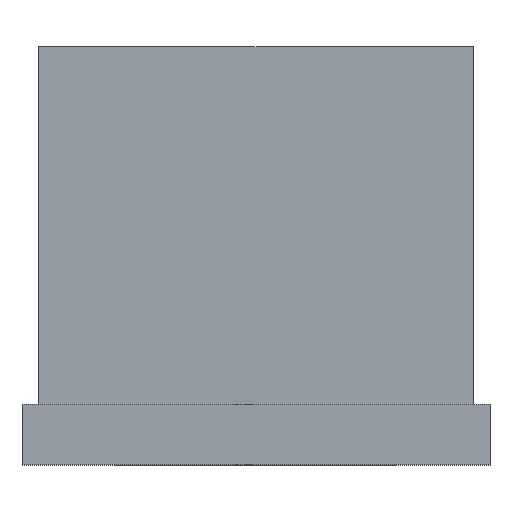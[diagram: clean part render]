
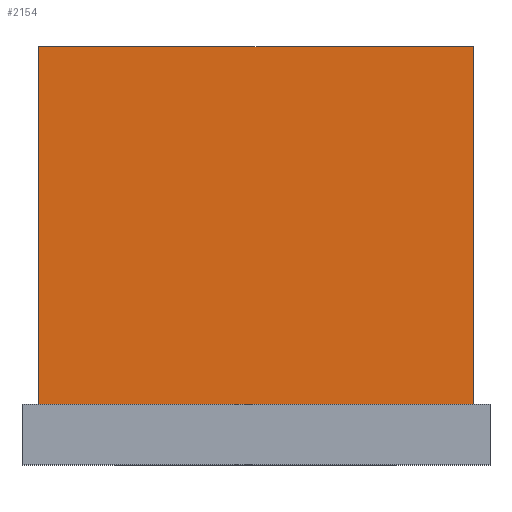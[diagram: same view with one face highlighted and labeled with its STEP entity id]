
A CAD part, top view. The second image highlights one B-rep face of the part: STEP entity #2154.
In plain terms, the highlighted planar face has unit normal (0, 0, 1).
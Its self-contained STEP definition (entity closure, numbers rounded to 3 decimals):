
#2115=CARTESIAN_POINT('',(0.,0.65,12.3));
#2116=DIRECTION('',(0.,-0.,1.));
#2117=DIRECTION('',(1.,0.,-0.));
#2118=AXIS2_PLACEMENT_3D('',#2115,#2116,#2117);
#2119=PLANE('',#2118);
#2120=CARTESIAN_POINT('',(-6.5,-4.7,12.3));
#2121=VERTEX_POINT('',#2120);
#2122=CARTESIAN_POINT('',(6.5,-4.7,12.3));
#2123=VERTEX_POINT('',#2122);
#2124=CARTESIAN_POINT('',(-6.5,-4.7,12.3));
#2125=DIRECTION('',(1.,0.,-0.));
#2126=VECTOR('',#2125,130.);
#2127=LINE('',#2124,#2126);
#2128=EDGE_CURVE('',#2121,#2123,#2127,.T.);
#2129=ORIENTED_EDGE('',*,*,#2128,.T.);
#2130=CARTESIAN_POINT('',(6.5,6.,12.3));
#2131=VERTEX_POINT('',#2130);
#2132=CARTESIAN_POINT('',(6.5,54.15,12.3));
#2133=DIRECTION('',(0.,-1.,-0.));
#2134=VECTOR('',#2133,107.);
#2135=LINE('',#2132,#2134);
#2136=EDGE_CURVE('',#2131,#2123,#2135,.T.);
#2137=ORIENTED_EDGE('',*,*,#2136,.F.);
#2138=CARTESIAN_POINT('',(-6.5,6.,12.3));
#2139=VERTEX_POINT('',#2138);
#2140=CARTESIAN_POINT('',(-65.,6.,12.3));
#2141=DIRECTION('',(1.,0.,-0.));
#2142=VECTOR('',#2141,130.);
#2143=LINE('',#2140,#2142);
#2144=EDGE_CURVE('',#2139,#2131,#2143,.T.);
#2145=ORIENTED_EDGE('',*,*,#2144,.F.);
#2146=CARTESIAN_POINT('',(-6.5,-52.85,12.3));
#2147=DIRECTION('',(0.,1.,0.));
#2148=VECTOR('',#2147,107.);
#2149=LINE('',#2146,#2148);
#2150=EDGE_CURVE('',#2121,#2139,#2149,.T.);
#2151=ORIENTED_EDGE('',*,*,#2150,.F.);
#2152=EDGE_LOOP('',(#2129,#2137,#2145,#2151));
#2153=FACE_BOUND('',#2152,.T.);
#2154=ADVANCED_FACE('',(#2153),#2119,.T.);
